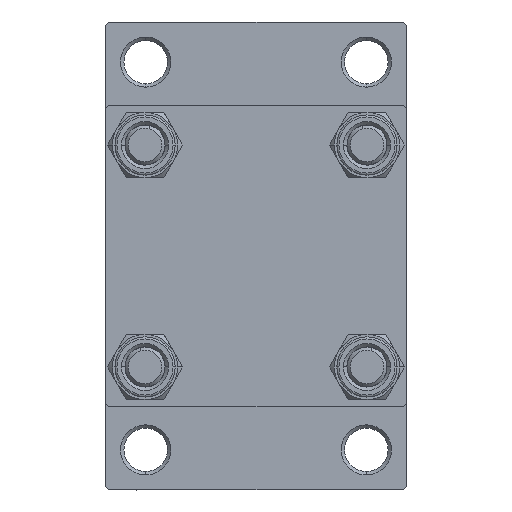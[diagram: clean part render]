
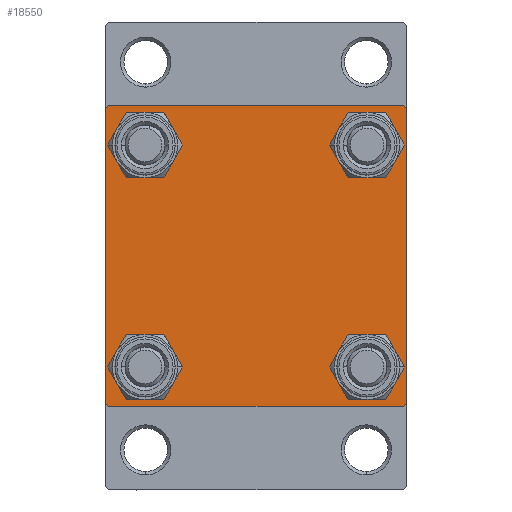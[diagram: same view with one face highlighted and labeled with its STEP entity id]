
A CAD part, left-side view. The second image highlights one B-rep face of the part: STEP entity #18550.
In plain terms, the highlighted planar face has unit normal (-1, 0, 0).
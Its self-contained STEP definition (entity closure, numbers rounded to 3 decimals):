
#550 = EDGE_CURVE ( 'NONE', #46447, #17636, #45435, .T. ) ;
#976 = DIRECTION ( 'NONE',  ( 0., 0., 1. ) ) ;
#1165 = ORIENTED_EDGE ( 'NONE', *, *, #36547, .T. ) ;
#1314 = DIRECTION ( 'NONE',  ( 0., 0., 1. ) ) ;
#1431 = FACE_OUTER_BOUND ( 'NONE', #6666, .T. ) ;
#2003 = ORIENTED_EDGE ( 'NONE', *, *, #37262, .T. ) ;
#2377 = VERTEX_POINT ( 'NONE', #10803 ) ;
#2441 = AXIS2_PLACEMENT_3D ( 'NONE', #28832, #40250, #3809 ) ;
#2495 = DIRECTION ( 'NONE',  ( 0., 0., -1. ) ) ;
#2624 = CARTESIAN_POINT ( 'NONE',  ( 0., -16.6, -16.6 ) ) ;
#2626 = AXIS2_PLACEMENT_3D ( 'NONE', #12360, #37407, #976 ) ;
#2956 = DIRECTION ( 'NONE',  ( 0., 0., -1. ) ) ;
#3589 = ORIENTED_EDGE ( 'NONE', *, *, #12888, .T. ) ;
#3809 = DIRECTION ( 'NONE',  ( 0., 0., 1. ) ) ;
#3922 = CARTESIAN_POINT ( 'NONE',  ( 0., 22.5, -22.5 ) ) ;
#4363 = LINE ( 'NONE', #26495, #40336 ) ;
#5113 = EDGE_LOOP ( 'NONE', ( #11520, #2003 ) ) ;
#5674 = VERTEX_POINT ( 'NONE', #16825 ) ;
#5950 = DIRECTION ( 'NONE',  ( 1., 0., 0. ) ) ;
#6221 = CARTESIAN_POINT ( 'NONE',  ( 0., 16.6, 16.6 ) ) ;
#6246 = VECTOR ( 'NONE', #43964, 1000. ) ;
#6666 = EDGE_LOOP ( 'NONE', ( #40485, #20915, #3589, #34515, #44351, #42423, #13341, #35454 ) ) ;
#6693 = DIRECTION ( 'NONE',  ( 1., 0., 0. ) ) ;
#6916 = AXIS2_PLACEMENT_3D ( 'NONE', #34670, #31084, #24167 ) ;
#7142 = ORIENTED_EDGE ( 'NONE', *, *, #11529, .T. ) ;
#7372 = EDGE_LOOP ( 'NONE', ( #1165, #40066 ) ) ;
#8218 = CARTESIAN_POINT ( 'NONE',  ( 0., -16.6, 16.6 ) ) ;
#8335 = FACE_BOUND ( 'NONE', #5113, .T. ) ;
#8346 = CARTESIAN_POINT ( 'NONE',  ( 0., -22., -22.5 ) ) ;
#8414 = CIRCLE ( 'NONE', #6916, 3.5 ) ;
#8574 = VERTEX_POINT ( 'NONE', #16403 ) ;
#8796 = EDGE_CURVE ( 'NONE', #9533, #2377, #14118, .T. ) ;
#8865 = AXIS2_PLACEMENT_3D ( 'NONE', #44483, #29694, #36380 ) ;
#9101 = VECTOR ( 'NONE', #2495, 1000. ) ;
#9102 = EDGE_LOOP ( 'NONE', ( #38381, #22206 ) ) ;
#9533 = VERTEX_POINT ( 'NONE', #32201 ) ;
#9616 = DIRECTION ( 'NONE',  ( 1., 0., 0. ) ) ;
#10800 = LINE ( 'NONE', #42763, #31353 ) ;
#10803 = CARTESIAN_POINT ( 'NONE',  ( 0., 22.5, -22. ) ) ;
#11520 = ORIENTED_EDGE ( 'NONE', *, *, #14121, .T. ) ;
#11529 = EDGE_CURVE ( 'NONE', #38532, #32957, #36651, .T. ) ;
#12360 = CARTESIAN_POINT ( 'NONE',  ( 0., 0., 0. ) ) ;
#12557 = EDGE_CURVE ( 'NONE', #32957, #38532, #43542, .T. ) ;
#12888 = EDGE_CURVE ( 'NONE', #21497, #19963, #22006, .T. ) ;
#12908 = VERTEX_POINT ( 'NONE', #37949 ) ;
#12925 = CIRCLE ( 'NONE', #31227, 3.5 ) ;
#13261 = CARTESIAN_POINT ( 'NONE',  ( 0., 22., -22.5 ) ) ;
#13341 = ORIENTED_EDGE ( 'NONE', *, *, #45678, .F. ) ;
#13819 = DIRECTION ( 'NONE',  ( 0., 0., 1. ) ) ;
#14118 = LINE ( 'NONE', #46599, #9101 ) ;
#14121 = EDGE_CURVE ( 'NONE', #12908, #5674, #30518, .T. ) ;
#14818 = LINE ( 'NONE', #40093, #47020 ) ;
#15930 = FACE_BOUND ( 'NONE', #7372, .T. ) ;
#16027 = CARTESIAN_POINT ( 'NONE',  ( 0., 16.6, 16.6 ) ) ;
#16030 = AXIS2_PLACEMENT_3D ( 'NONE', #6221, #6693, #13819 ) ;
#16294 = AXIS2_PLACEMENT_3D ( 'NONE', #29562, #9616, #28864 ) ;
#16403 = CARTESIAN_POINT ( 'NONE',  ( 0., -22.5, 22. ) ) ;
#16825 = CARTESIAN_POINT ( 'NONE',  ( 0., 16.6, 13.1 ) ) ;
#17561 = CIRCLE ( 'NONE', #38074, 3.5 ) ;
#17636 = VERTEX_POINT ( 'NONE', #38670 ) ;
#18315 = EDGE_CURVE ( 'NONE', #17636, #46447, #22401, .T. ) ;
#18550 = ADVANCED_FACE ( 'NONE', ( #15930, #34078, #33620, #8335, #1431 ), #30492, .T. ) ;
#19152 = DIRECTION ( 'NONE',  ( 1., 0., 0. ) ) ;
#19963 = VERTEX_POINT ( 'NONE', #8346 ) ;
#20083 = CARTESIAN_POINT ( 'NONE',  ( 0., -22., 22.5 ) ) ;
#20088 = LINE ( 'NONE', #30596, #28681 ) ;
#20915 = ORIENTED_EDGE ( 'NONE', *, *, #31317, .T. ) ;
#21012 = CARTESIAN_POINT ( 'NONE',  ( 0., -16.6, -20.1 ) ) ;
#21224 = EDGE_LOOP ( 'NONE', ( #7142, #44781 ) ) ;
#21390 = CARTESIAN_POINT ( 'NONE',  ( 0., -16.6, -13.1 ) ) ;
#21497 = VERTEX_POINT ( 'NONE', #13261 ) ;
#22006 = LINE ( 'NONE', #3922, #6246 ) ;
#22206 = ORIENTED_EDGE ( 'NONE', *, *, #18315, .T. ) ;
#22361 = LINE ( 'NONE', #26869, #26208 ) ;
#22401 = CIRCLE ( 'NONE', #16294, 3.5 ) ;
#22567 = VERTEX_POINT ( 'NONE', #32288 ) ;
#24167 = DIRECTION ( 'NONE',  ( 0., 0., 1. ) ) ;
#24253 = EDGE_CURVE ( 'NONE', #19963, #24959, #20088, .T. ) ;
#24476 = AXIS2_PLACEMENT_3D ( 'NONE', #2624, #5950, #42175 ) ;
#24959 = VERTEX_POINT ( 'NONE', #26787 ) ;
#25120 = EDGE_CURVE ( 'NONE', #8574, #24959, #14818, .T. ) ;
#26208 = VECTOR ( 'NONE', #37366, 1000. ) ;
#26495 = CARTESIAN_POINT ( 'NONE',  ( 0., 22.25, -22.25 ) ) ;
#26787 = CARTESIAN_POINT ( 'NONE',  ( 0., -22.5, -22. ) ) ;
#26869 = CARTESIAN_POINT ( 'NONE',  ( 0., 22.5, 22.5 ) ) ;
#28127 = DIRECTION ( 'NONE',  ( 0., 0.707, -0.707 ) ) ;
#28681 = VECTOR ( 'NONE', #31303, 1000. ) ;
#28832 = CARTESIAN_POINT ( 'NONE',  ( 0., -16.6, -16.6 ) ) ;
#28864 = DIRECTION ( 'NONE',  ( 0., 0., 1. ) ) ;
#29562 = CARTESIAN_POINT ( 'NONE',  ( 0., 16.6, -16.6 ) ) ;
#29694 = DIRECTION ( 'NONE',  ( 1., 0., 0. ) ) ;
#30492 = PLANE ( 'NONE',  #2626 ) ;
#30518 = CIRCLE ( 'NONE', #16030, 3.5 ) ;
#30596 = CARTESIAN_POINT ( 'NONE',  ( 0., -22.25, -22.25 ) ) ;
#31084 = DIRECTION ( 'NONE',  ( 1., 0., 0. ) ) ;
#31227 = AXIS2_PLACEMENT_3D ( 'NONE', #8218, #33961, #1314 ) ;
#31303 = DIRECTION ( 'NONE',  ( 0., -0.707, 0.707 ) ) ;
#31317 = EDGE_CURVE ( 'NONE', #2377, #21497, #4363, .T. ) ;
#31353 = VECTOR ( 'NONE', #28127, 1000. ) ;
#31879 = VERTEX_POINT ( 'NONE', #46127 ) ;
#32201 = CARTESIAN_POINT ( 'NONE',  ( 0., 22.5, 22. ) ) ;
#32288 = CARTESIAN_POINT ( 'NONE',  ( 0., -16.6, 13.1 ) ) ;
#32900 = CARTESIAN_POINT ( 'NONE',  ( 0., -22.25, 22.25 ) ) ;
#32957 = VERTEX_POINT ( 'NONE', #21012 ) ;
#33472 = VERTEX_POINT ( 'NONE', #35986 ) ;
#33620 = FACE_BOUND ( 'NONE', #9102, .T. ) ;
#33961 = DIRECTION ( 'NONE',  ( 1., 0., 0. ) ) ;
#34078 = FACE_BOUND ( 'NONE', #21224, .T. ) ;
#34503 = EDGE_CURVE ( 'NONE', #8574, #38132, #46758, .T. ) ;
#34515 = ORIENTED_EDGE ( 'NONE', *, *, #24253, .T. ) ;
#34670 = CARTESIAN_POINT ( 'NONE',  ( 0., -16.6, 16.6 ) ) ;
#35454 = ORIENTED_EDGE ( 'NONE', *, *, #39884, .T. ) ;
#35986 = CARTESIAN_POINT ( 'NONE',  ( 0., -16.6, 20.1 ) ) ;
#36323 = EDGE_CURVE ( 'NONE', #22567, #33472, #12925, .T. ) ;
#36380 = DIRECTION ( 'NONE',  ( 0., 0., 1. ) ) ;
#36547 = EDGE_CURVE ( 'NONE', #33472, #22567, #8414, .T. ) ;
#36651 = CIRCLE ( 'NONE', #24476, 3.5 ) ;
#37262 = EDGE_CURVE ( 'NONE', #5674, #12908, #17561, .T. ) ;
#37366 = DIRECTION ( 'NONE',  ( 0., -1., 0. ) ) ;
#37407 = DIRECTION ( 'NONE',  ( -1., 0., 0. ) ) ;
#37949 = CARTESIAN_POINT ( 'NONE',  ( 0., 16.6, 20.1 ) ) ;
#38074 = AXIS2_PLACEMENT_3D ( 'NONE', #16027, #19152, #44670 ) ;
#38132 = VERTEX_POINT ( 'NONE', #20083 ) ;
#38381 = ORIENTED_EDGE ( 'NONE', *, *, #550, .T. ) ;
#38532 = VERTEX_POINT ( 'NONE', #21390 ) ;
#38670 = CARTESIAN_POINT ( 'NONE',  ( 0., 16.6, -20.1 ) ) ;
#38913 = VECTOR ( 'NONE', #40026, 1000. ) ;
#39884 = EDGE_CURVE ( 'NONE', #31879, #9533, #10800, .T. ) ;
#40026 = DIRECTION ( 'NONE',  ( 0., 0.707, 0.707 ) ) ;
#40066 = ORIENTED_EDGE ( 'NONE', *, *, #36323, .T. ) ;
#40093 = CARTESIAN_POINT ( 'NONE',  ( 0., -22.5, 22.5 ) ) ;
#40250 = DIRECTION ( 'NONE',  ( 1., 0., 0. ) ) ;
#40336 = VECTOR ( 'NONE', #41275, 1000. ) ;
#40485 = ORIENTED_EDGE ( 'NONE', *, *, #8796, .T. ) ;
#41275 = DIRECTION ( 'NONE',  ( 0., -0.707, -0.707 ) ) ;
#41954 = CARTESIAN_POINT ( 'NONE',  ( 0., 16.6, -13.1 ) ) ;
#42175 = DIRECTION ( 'NONE',  ( 0., 0., 1. ) ) ;
#42423 = ORIENTED_EDGE ( 'NONE', *, *, #34503, .T. ) ;
#42763 = CARTESIAN_POINT ( 'NONE',  ( 0., 22.25, 22.25 ) ) ;
#43542 = CIRCLE ( 'NONE', #2441, 3.5 ) ;
#43964 = DIRECTION ( 'NONE',  ( 0., -1., 0. ) ) ;
#44351 = ORIENTED_EDGE ( 'NONE', *, *, #25120, .F. ) ;
#44483 = CARTESIAN_POINT ( 'NONE',  ( 0., 16.6, -16.6 ) ) ;
#44670 = DIRECTION ( 'NONE',  ( 0., 0., 1. ) ) ;
#44781 = ORIENTED_EDGE ( 'NONE', *, *, #12557, .T. ) ;
#45435 = CIRCLE ( 'NONE', #8865, 3.5 ) ;
#45678 = EDGE_CURVE ( 'NONE', #31879, #38132, #22361, .T. ) ;
#46127 = CARTESIAN_POINT ( 'NONE',  ( 0., 22., 22.5 ) ) ;
#46447 = VERTEX_POINT ( 'NONE', #41954 ) ;
#46599 = CARTESIAN_POINT ( 'NONE',  ( 0., 22.5, 22.5 ) ) ;
#46758 = LINE ( 'NONE', #32900, #38913 ) ;
#47020 = VECTOR ( 'NONE', #2956, 1000. ) ;
